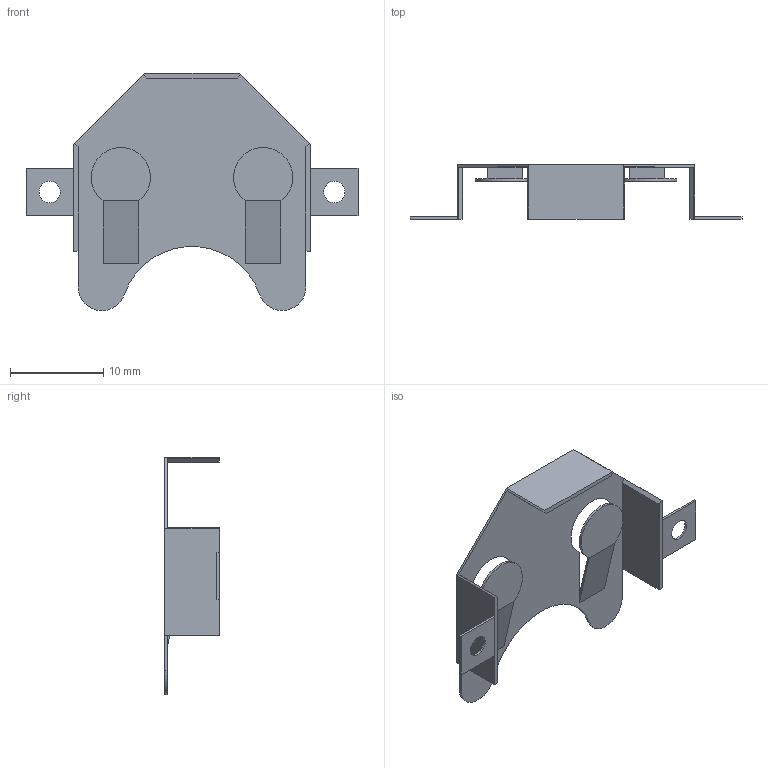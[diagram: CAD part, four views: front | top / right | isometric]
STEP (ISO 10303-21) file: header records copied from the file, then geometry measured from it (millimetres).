
FILE_DESCRIPTION(/* description */ ('STEP AP203'),/* implementation_level */ '2;1');
FILE_NAME(/* name */ 'BK-877.STEP',/* time_stamp */ '2017-05-17T12:39:01-05:00',/* author */ ('Nick'),/* organization */ (''),/* preprocessor_version */ 'ST-DEVELOPER v16.5',/* originating_system */ 'Autodesk Inventor 2017',/* authorisation */ '');
FILE_SCHEMA (('AUTOMOTIVE_DESIGN { 1 0 10303 214 3 1 1 }'));
Length unit declared in the file: inch
Products named in the file (1): BK-877
Bounding box: 35.56 x 5.84 x 25.4 mm (x, y, z)
Volume: 229.3 mm3; surface area: 1534.8 mm2
Topology: 3 solids, 3 shells, 60 faces, 149 edges, 95 vertices
Faces by surface type: plane 50, cylinder 10
Full cylindrical faces by diameter (mm): 2.286 x2
Entity records: 1844 total; most frequent: CARTESIAN_POINT 303, ORIENTED_EDGE 294, DIRECTION 289, EDGE_CURVE 147, LINE 127, VECTOR 127, VERTEX_POINT 95, AXIS2_PLACEMENT_3D 81
